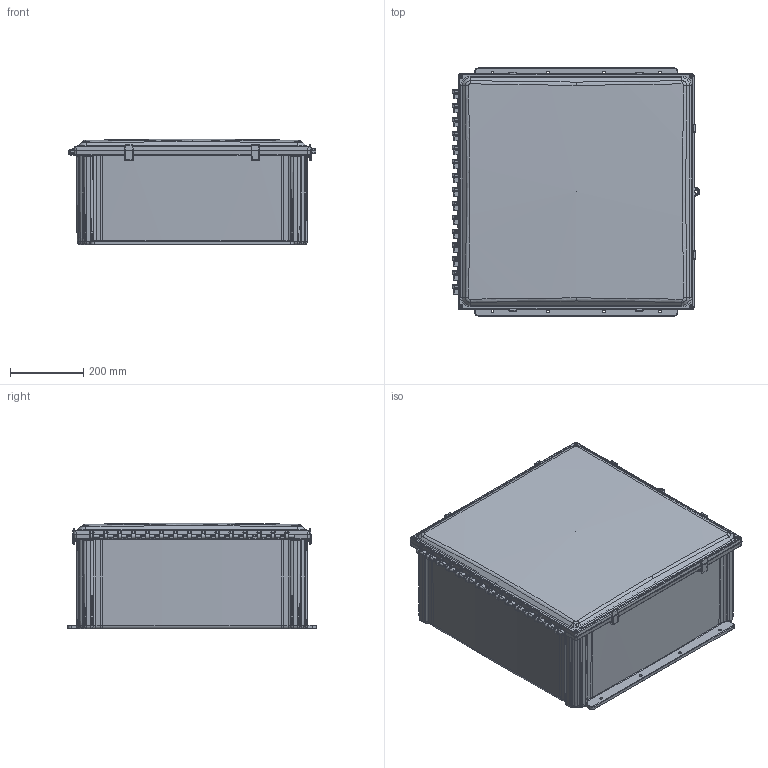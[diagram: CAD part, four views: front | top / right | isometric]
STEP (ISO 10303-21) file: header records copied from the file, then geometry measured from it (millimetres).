
FILE_DESCRIPTION(/* description */ (''),/* implementation_level */ '2;1');
FILE_NAME(/* name */ 'HW-PCC242410CHQR.stp',/* time_stamp */ '2016-08-29T09:21:25-05:00',/* author */ ('pmescher'),/* organization */ (''),/* preprocessor_version */ 'ST-DEVELOPER v16.5',/* originating_system */ 'Autodesk Inventor 2017',/* authorisation */ '');
FILE_SCHEMA (('CONFIG_CONTROL_DESIGN'));
Length unit declared in the file: inch
Products named in the file (3): HW-PCC242410CHQR; Box; Cover
Assembly tree (2 placements, depth 2):
  HW-PCC242410CHQR
    Box
    Cover
Bounding box: 677.58 x 678.05 x 289.75 mm (x, y, z)
Volume: 6511510.8 mm3; surface area: 3284308.4 mm2
Topology: 2 solids, 2 shells, 5209 faces, 12377 edges, 7214 vertices
Faces by surface type: bspline 1732, cylinder 1555, plane 946, torus 546, cone 402, sphere 28
Full cylindrical faces by diameter (mm): 4.953 x4, 6.35 x4, 6.604 x8, 7.938 x15, 8.319 x15, 9.525 x2, 9.906 x4, 11.43 x1
Entity records: 261642 total; most frequent: CARTESIAN_POINT 153078, ORIENTED_EDGE 24180, DIRECTION 20819, EDGE_CURVE 12090, AXIS2_PLACEMENT_3D 8511, VERTEX_POINT 7166, EDGE_LOOP 5556, FACE_OUTER_BOUND 5207
